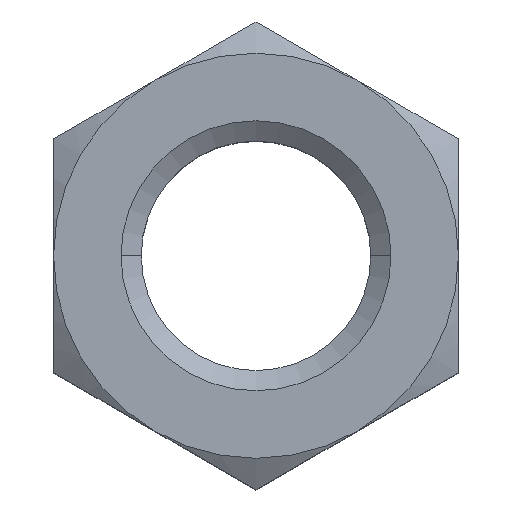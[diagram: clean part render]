
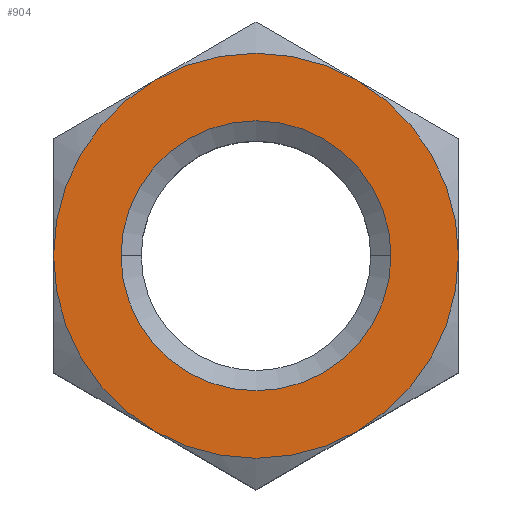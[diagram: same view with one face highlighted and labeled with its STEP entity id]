
A CAD part, top view. The second image highlights one B-rep face of the part: STEP entity #904.
In plain terms, the highlighted planar face has unit normal (0, 0, 1).
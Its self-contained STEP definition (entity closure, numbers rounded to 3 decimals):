
#22 = VERTEX_POINT ( 'NONE', #788 ) ;
#31 = ORIENTED_EDGE ( 'NONE', *, *, #778, .T. ) ;
#42 = VERTEX_POINT ( 'NONE', #730 ) ;
#45 = ORIENTED_EDGE ( 'NONE', *, *, #89, .F. ) ;
#46 = CIRCLE ( 'NONE', #643, 9. ) ;
#59 = DIRECTION ( 'NONE',  ( 1., 0., 0. ) ) ;
#60 = CARTESIAN_POINT ( 'NONE',  ( -18., 0., 0. ) ) ;
#64 = PLANE ( 'NONE',  #619 ) ;
#72 = DIRECTION ( 'NONE',  ( 0., 0., 1. ) ) ;
#76 = CARTESIAN_POINT ( 'NONE',  ( 9., 0., 0. ) ) ;
#84 = CARTESIAN_POINT ( 'NONE',  ( -6., 0., 0. ) ) ;
#89 = EDGE_CURVE ( 'NONE', #398, #42, #901, .T. ) ;
#201 = FACE_OUTER_BOUND ( 'NONE', #494, .T. ) ;
#244 = ORIENTED_EDGE ( 'NONE', *, *, #786, .F. ) ;
#271 = ORIENTED_EDGE ( 'NONE', *, *, #777, .T. ) ;
#305 = CIRCLE ( 'NONE', #653, 9. ) ;
#343 = CIRCLE ( 'NONE', #637, 6. ) ;
#355 = ORIENTED_EDGE ( 'NONE', *, *, #785, .T. ) ;
#356 = ORIENTED_EDGE ( 'NONE', *, *, #776, .T. ) ;
#398 = VERTEX_POINT ( 'NONE', #84 ) ;
#437 = DIRECTION ( 'NONE',  ( 1., 0., 0. ) ) ;
#442 = DIRECTION ( 'NONE',  ( 0., 0., 1. ) ) ;
#444 = ORIENTED_EDGE ( 'NONE', *, *, #782, .T. ) ;
#450 = CARTESIAN_POINT ( 'NONE',  ( 0., 0., 0. ) ) ;
#454 = VERTEX_POINT ( 'NONE', #76 ) ;
#462 = CIRCLE ( 'NONE', #641, 9. ) ;
#468 = DIRECTION ( 'NONE',  ( 1., 0., 0. ) ) ;
#470 = DIRECTION ( 'NONE',  ( 0., 0., 1. ) ) ;
#471 = CARTESIAN_POINT ( 'NONE',  ( 0., 0., 0. ) ) ;
#486 = DIRECTION ( 'NONE',  ( 1., 0., 0. ) ) ;
#489 = DIRECTION ( 'NONE',  ( 0., 0., 1. ) ) ;
#493 = CARTESIAN_POINT ( 'NONE',  ( 0., 0., 0. ) ) ;
#494 = EDGE_LOOP ( 'NONE', ( #356, #271, #31, #596, #444, #355 ) ) ;
#506 = CARTESIAN_POINT ( 'NONE',  ( 0., 0., 0. ) ) ;
#510 = DIRECTION ( 'NONE',  ( 1., 0., 0. ) ) ;
#514 = DIRECTION ( 'NONE',  ( 0., 0., 1. ) ) ;
#516 = DIRECTION ( 'NONE',  ( 1., 0., 0. ) ) ;
#517 = DIRECTION ( 'NONE',  ( 0., 0., 1. ) ) ;
#520 = VERTEX_POINT ( 'NONE', #877 ) ;
#524 = CARTESIAN_POINT ( 'NONE',  ( 0., 0., 0. ) ) ;
#529 = DIRECTION ( 'NONE',  ( 1., 0., 0. ) ) ;
#531 = DIRECTION ( 'NONE',  ( 0., 0., 1. ) ) ;
#534 = CARTESIAN_POINT ( 'NONE',  ( 0., 0., 0. ) ) ;
#537 = DIRECTION ( 'NONE',  ( 1., 0., 0. ) ) ;
#538 = DIRECTION ( 'NONE',  ( 0., 0., 1. ) ) ;
#539 = CARTESIAN_POINT ( 'NONE',  ( 0., 0., 0. ) ) ;
#542 = DIRECTION ( 'NONE',  ( 1., 0., 0. ) ) ;
#544 = DIRECTION ( 'NONE',  ( 0., 0., 1. ) ) ;
#545 = CARTESIAN_POINT ( 'NONE',  ( 0., 0., 0. ) ) ;
#582 = CIRCLE ( 'NONE', #646, 9. ) ;
#596 = ORIENTED_EDGE ( 'NONE', *, *, #779, .T. ) ;
#611 = CIRCLE ( 'NONE', #651, 9. ) ;
#619 = AXIS2_PLACEMENT_3D ( 'NONE', #60, #72, #59 ) ;
#629 = EDGE_LOOP ( 'NONE', ( #244, #45 ) ) ;
#635 = CARTESIAN_POINT ( 'NONE',  ( -4.5, -7.794, 0. ) ) ;
#637 = AXIS2_PLACEMENT_3D ( 'NONE', #450, #442, #437 ) ;
#639 = CARTESIAN_POINT ( 'NONE',  ( 4.5, 7.794, 0. ) ) ;
#641 = AXIS2_PLACEMENT_3D ( 'NONE', #471, #470, #468 ) ;
#643 = AXIS2_PLACEMENT_3D ( 'NONE', #493, #489, #486 ) ;
#646 = AXIS2_PLACEMENT_3D ( 'NONE', #524, #517, #516 ) ;
#649 = AXIS2_PLACEMENT_3D ( 'NONE', #534, #531, #529 ) ;
#651 = AXIS2_PLACEMENT_3D ( 'NONE', #539, #538, #537 ) ;
#653 = AXIS2_PLACEMENT_3D ( 'NONE', #545, #544, #542 ) ;
#682 = CARTESIAN_POINT ( 'NONE',  ( 4.5, -7.794, 0. ) ) ;
#691 = VERTEX_POINT ( 'NONE', #682 ) ;
#708 = FACE_BOUND ( 'NONE', #629, .T. ) ;
#730 = CARTESIAN_POINT ( 'NONE',  ( 6., 0., 0. ) ) ;
#736 = VERTEX_POINT ( 'NONE', #639 ) ;
#748 = VERTEX_POINT ( 'NONE', #635 ) ;
#754 = AXIS2_PLACEMENT_3D ( 'NONE', #506, #514, #510 ) ;
#776 = EDGE_CURVE ( 'NONE', #691, #454, #305, .T. ) ;
#777 = EDGE_CURVE ( 'NONE', #454, #736, #611, .T. ) ;
#778 = EDGE_CURVE ( 'NONE', #736, #520, #827, .T. ) ;
#779 = EDGE_CURVE ( 'NONE', #520, #22, #582, .T. ) ;
#782 = EDGE_CURVE ( 'NONE', #22, #748, #46, .T. ) ;
#785 = EDGE_CURVE ( 'NONE', #748, #691, #462, .T. ) ;
#786 = EDGE_CURVE ( 'NONE', #42, #398, #343, .T. ) ;
#788 = CARTESIAN_POINT ( 'NONE',  ( -9., 0., 0. ) ) ;
#827 = CIRCLE ( 'NONE', #649, 9. ) ;
#877 = CARTESIAN_POINT ( 'NONE',  ( -4.5, 7.794, 0. ) ) ;
#901 = CIRCLE ( 'NONE', #754, 6. ) ;
#904 = ADVANCED_FACE ( 'NONE', ( #201, #708 ), #64, .T. ) ;
